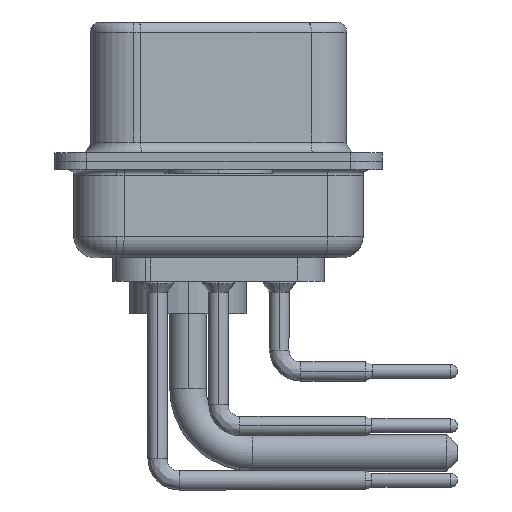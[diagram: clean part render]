
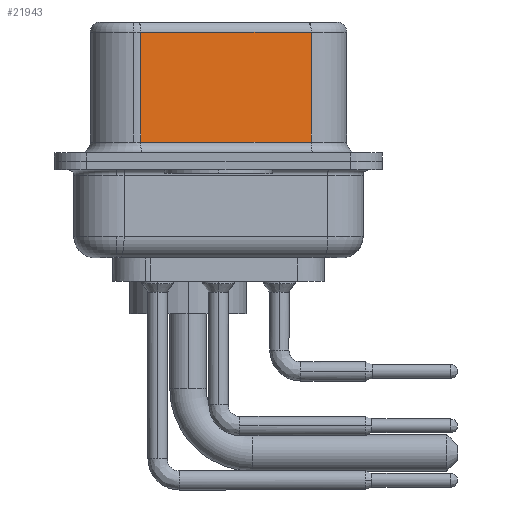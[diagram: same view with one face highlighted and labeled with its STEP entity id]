
A CAD part, left-side view. The second image highlights one B-rep face of the part: STEP entity #21943.
In plain terms, the highlighted planar face has unit normal (-0.985, -0.174, 0).
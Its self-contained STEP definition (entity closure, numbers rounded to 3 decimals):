
#404 = CARTESIAN_POINT ( 'NONE',  ( 5.132, -4.322, 6.52 ) ) ;
#1098 = VERTEX_POINT ( 'NONE', #8306 ) ;
#1355 = VERTEX_POINT ( 'NONE', #22721 ) ;
#1555 = EDGE_CURVE ( 'NONE', #26749, #1355, #24110, .T. ) ;
#2661 = EDGE_CURVE ( 'NONE', #20804, #26749, #13344, .T. ) ;
#2859 = EDGE_CURVE ( 'NONE', #1355, #1098, #19587, .T. ) ;
#4318 = VECTOR ( 'NONE', #15735, 1000. ) ;
#4811 = CARTESIAN_POINT ( 'NONE',  ( 5.132, -4.322, 6.02 ) ) ;
#5117 = CARTESIAN_POINT ( 'NONE',  ( 3.73, 3.628, 6.02 ) ) ;
#7900 = VECTOR ( 'NONE', #8096, 1000. ) ;
#8096 = DIRECTION ( 'NONE',  ( 0., 0., -1. ) ) ;
#8306 = CARTESIAN_POINT ( 'NONE',  ( 5.132, -4.322, 0.9 ) ) ;
#8475 = CARTESIAN_POINT ( 'NONE',  ( 5.132, -4.322, 0.9 ) ) ;
#8537 = CARTESIAN_POINT ( 'NONE',  ( 5.132, -4.322, 6.02 ) ) ;
#10865 = CARTESIAN_POINT ( 'NONE',  ( 3.73, 3.628, 6.52 ) ) ;
#10903 = ORIENTED_EDGE ( 'NONE', *, *, #2859, .T. ) ;
#12066 = ORIENTED_EDGE ( 'NONE', *, *, #32408, .F. ) ;
#12982 = DIRECTION ( 'NONE',  ( -0.174, 0.985, 0. ) ) ;
#13344 = LINE ( 'NONE', #4811, #30267 ) ;
#14944 = ORIENTED_EDGE ( 'NONE', *, *, #1555, .T. ) ;
#15735 = DIRECTION ( 'NONE',  ( 0., 0., -1. ) ) ;
#17005 = AXIS2_PLACEMENT_3D ( 'NONE', #34346, #17797, #18149 ) ;
#17020 = EDGE_LOOP ( 'NONE', ( #12066, #24389, #14944, #10903 ) ) ;
#17797 = DIRECTION ( 'NONE',  ( 0.985, 0.174, 0. ) ) ;
#18032 = VECTOR ( 'NONE', #29877, 1000. ) ;
#18149 = DIRECTION ( 'NONE',  ( -0.174, 0.985, 0. ) ) ;
#19587 = LINE ( 'NONE', #8475, #18032 ) ;
#20768 = FACE_OUTER_BOUND ( 'NONE', #17020, .T. ) ;
#20804 = VERTEX_POINT ( 'NONE', #8537 ) ;
#21943 = ADVANCED_FACE ( 'NONE', ( #20768 ), #28954, .F. ) ;
#22721 = CARTESIAN_POINT ( 'NONE',  ( 3.73, 3.628, 0.9 ) ) ;
#24110 = LINE ( 'NONE', #10865, #4318 ) ;
#24389 = ORIENTED_EDGE ( 'NONE', *, *, #2661, .T. ) ;
#26749 = VERTEX_POINT ( 'NONE', #5117 ) ;
#27067 = LINE ( 'NONE', #404, #7900 ) ;
#28954 = PLANE ( 'NONE',  #17005 ) ;
#29877 = DIRECTION ( 'NONE',  ( 0.174, -0.985, 0. ) ) ;
#30267 = VECTOR ( 'NONE', #12982, 1000. ) ;
#32408 = EDGE_CURVE ( 'NONE', #20804, #1098, #27067, .T. ) ;
#34346 = CARTESIAN_POINT ( 'NONE',  ( 5.132, -4.322, 6.52 ) ) ;
